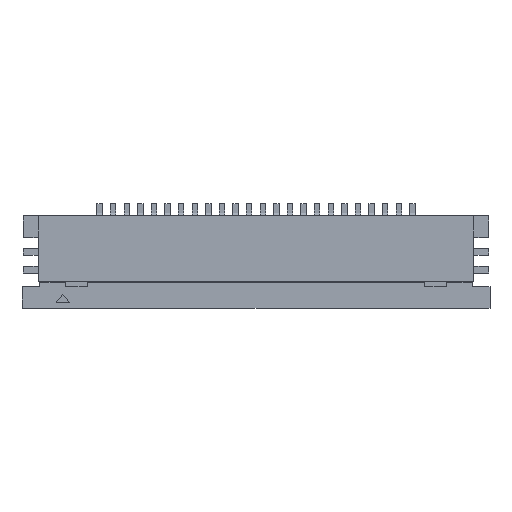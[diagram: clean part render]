
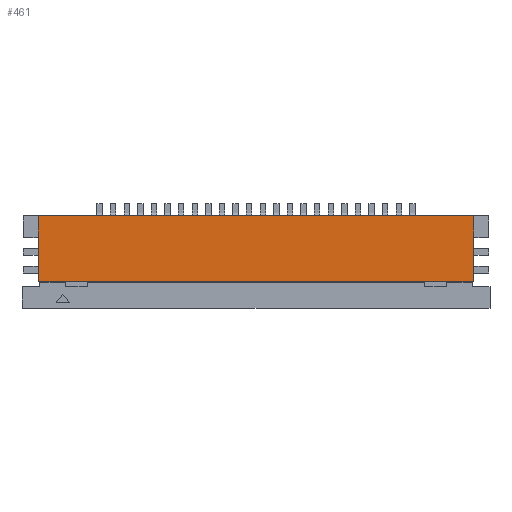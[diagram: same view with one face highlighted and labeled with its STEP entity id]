
A CAD part, top view. The second image highlights one B-rep face of the part: STEP entity #461.
In plain terms, the highlighted planar face has unit normal (0, 0, 1).
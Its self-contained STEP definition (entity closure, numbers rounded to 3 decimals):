
#461=ADVANCED_FACE('',(#1574),#1058,.T.);
#1058=PLANE('',#13089);
#1574=FACE_OUTER_BOUND('',#2198,.T.);
#2198=EDGE_LOOP('',(#4306,#4307,#4308,#4309));
#4306=ORIENTED_EDGE('',*,*,#8638,.F.);
#4307=ORIENTED_EDGE('',*,*,#8632,.F.);
#4308=ORIENTED_EDGE('',*,*,#8478,.T.);
#4309=ORIENTED_EDGE('',*,*,#8615,.T.);
#7014=VERTEX_POINT('',#18530);
#7015=VERTEX_POINT('',#18532);
#7123=VERTEX_POINT('',#18779);
#7137=VERTEX_POINT('',#18814);
#8478=EDGE_CURVE('',#7015,#7014,#10292,.T.);
#8615=EDGE_CURVE('',#7014,#7123,#10429,.T.);
#8632=EDGE_CURVE('',#7015,#7137,#10446,.T.);
#8638=EDGE_CURVE('',#7137,#7123,#10452,.T.);
#10292=LINE('',#18531,#12002);
#10429=LINE('',#18780,#12139);
#10446=LINE('',#18813,#12156);
#10452=LINE('',#18824,#12162);
#12002=VECTOR('',#14862,1.);
#12139=VECTOR('',#15005,1.);
#12156=VECTOR('',#15028,1.);
#12162=VECTOR('',#15038,1.);
#13089=AXIS2_PLACEMENT_3D('',#18856,#15066,#15067);
#14862=DIRECTION('',(-1.,0.,0.));
#15005=DIRECTION('',(0.,-1.,0.));
#15028=DIRECTION('',(0.,-1.,0.));
#15038=DIRECTION('',(-1.,0.,0.));
#15066=DIRECTION('',(0.,0.,1.));
#15067=DIRECTION('',(1.,0.,0.));
#18530=CARTESIAN_POINT('',(-8.,2.7,1.18));
#18531=CARTESIAN_POINT('',(8.,2.7,1.18));
#18532=CARTESIAN_POINT('',(8.,2.7,1.18));
#18779=CARTESIAN_POINT('',(-8.,0.28,1.18));
#18780=CARTESIAN_POINT('',(-8.,2.7,1.18));
#18813=CARTESIAN_POINT('',(8.,2.7,1.18));
#18814=CARTESIAN_POINT('',(8.,0.28,1.18));
#18824=CARTESIAN_POINT('',(8.,0.28,1.18));
#18856=CARTESIAN_POINT('',(8.,2.7,1.18));
